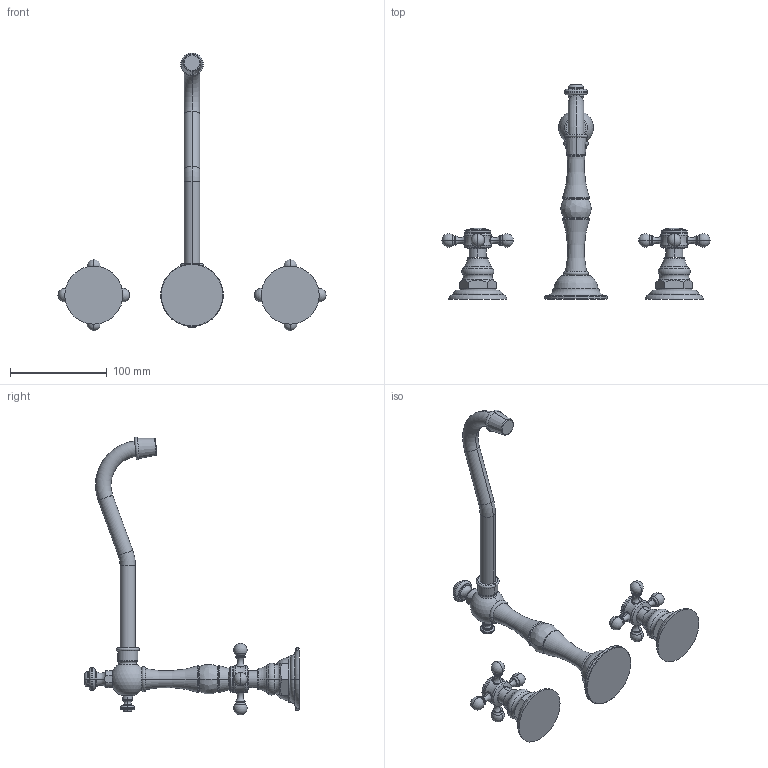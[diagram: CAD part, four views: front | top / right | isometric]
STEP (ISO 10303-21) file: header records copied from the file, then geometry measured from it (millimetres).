
FILE_DESCRIPTION((''),'2;1');
FILE_NAME('942','2021-02-26T08:36:52',('rsmith'),(''),'CREO PARAMETRIC BY PTC INC, 2018400','CREO PARAMETRIC BY PTC INC, 2018400','');
FILE_SCHEMA(('AUTOMOTIVE_DESIGN { 1 0 10303 214 1 1 1 1 }'));
Length unit declared in the file: inch
Products named in the file (1): 942
Bounding box: 277.24 x 222.1 x 287.41 mm (x, y, z)
Volume: 321334.5 mm3; surface area: 71290.2 mm2
Topology: 5 solids, 7 shells, 520 faces, 1177 edges, 686 vertices
Faces by surface type: torus 152, plane 146, cylinder 114, cone 52, sphere 34, bspline 14, extrusion 8
Entity records: 23284 total; most frequent: CARTESIAN_POINT 5198, DIRECTION 2759, ORIENTED_EDGE 2314, PRESENTATION_STYLE_ASSIGNMENT 1516, AXIS2_PLACEMENT_3D 1233, STYLED_ITEM 1162, CURVE_STYLE 1157, EDGE_CURVE 1157
